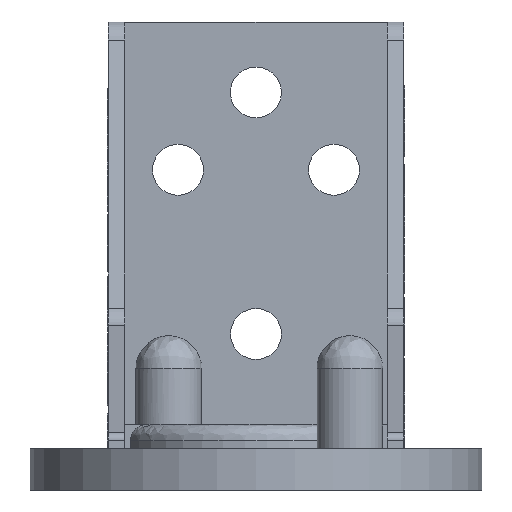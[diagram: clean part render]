
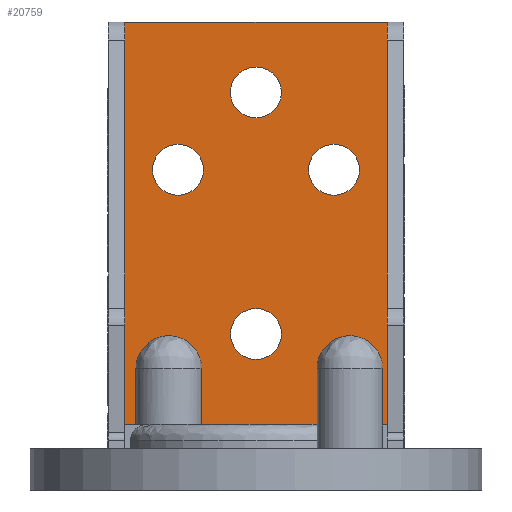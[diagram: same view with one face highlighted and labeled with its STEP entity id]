
A CAD part, front view. The second image highlights one B-rep face of the part: STEP entity #20759.
In plain terms, the highlighted planar face has unit normal (0, -1, 0).
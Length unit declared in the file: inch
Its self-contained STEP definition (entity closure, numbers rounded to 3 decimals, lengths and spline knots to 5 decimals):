
#313 = CIRCLE ( 'NONE', #29015, 0.12205 ) ;
#426 = DIRECTION ( 'NONE',  ( 0., 1., 0. ) ) ;
#449 = FACE_BOUND ( 'NONE', #21431, .T. ) ;
#664 = EDGE_CURVE ( 'NONE', #23791, #28498, #29386, .T. ) ;
#687 = VERTEX_POINT ( 'NONE', #4666 ) ;
#766 = EDGE_LOOP ( 'NONE', ( #19567, #22382 ) ) ;
#804 = AXIS2_PLACEMENT_3D ( 'NONE', #15409, #426, #17886 ) ;
#1019 = CARTESIAN_POINT ( 'NONE',  ( -0.62992, 1.77165, 0.75275 ) ) ;
#1405 = DIRECTION ( 'NONE',  ( 0., 1., 0. ) ) ;
#1499 = DIRECTION ( 'NONE',  ( 0., 0., 1. ) ) ;
#1621 = EDGE_CURVE ( 'NONE', #24647, #29663, #14432, .T. ) ;
#1826 = CIRCLE ( 'NONE', #804, 0.12205 ) ;
#2136 = CARTESIAN_POINT ( 'NONE',  ( 0., 1.77165, 0.87008 ) ) ;
#3433 = VERTEX_POINT ( 'NONE', #29594 ) ;
#3544 = AXIS2_PLACEMENT_3D ( 'NONE', #16385, #1405, #18865 ) ;
#4317 = DIRECTION ( 'NONE',  ( 0., 1., 0. ) ) ;
#4367 = DIRECTION ( 'NONE',  ( -1., 0., 0. ) ) ;
#4560 = CARTESIAN_POINT ( 'NONE',  ( -0.00046, 1.77165, 1.90612 ) ) ;
#4572 = EDGE_CURVE ( 'NONE', #3433, #687, #23439, .T. ) ;
#4612 = DIRECTION ( 'NONE',  ( 0., 0., -1. ) ) ;
#4639 = DIRECTION ( 'NONE',  ( 0., 1., 0. ) ) ;
#4666 = CARTESIAN_POINT ( 'NONE',  ( -0.62992, 1.77165, 2.24409 ) ) ;
#5214 = CARTESIAN_POINT ( 'NONE',  ( -0.37402, 1.77165, 1.65748 ) ) ;
#5503 = AXIS2_PLACEMENT_3D ( 'NONE', #14047, #31233, #16495 ) ;
#5546 = CARTESIAN_POINT ( 'NONE',  ( 0.37402, 1.77165, 1.53543 ) ) ;
#6404 = CARTESIAN_POINT ( 'NONE',  ( 0., 1.77165, 2.24409 ) ) ;
#6595 = CARTESIAN_POINT ( 'NONE',  ( -0.37402, 1.77165, 1.41339 ) ) ;
#6816 = DIRECTION ( 'NONE',  ( 0., 1., 0. ) ) ;
#6871 = EDGE_CURVE ( 'NONE', #687, #29663, #29408, .T. ) ;
#7782 = VECTOR ( 'NONE', #1499, 39.37008 ) ;
#8068 = DIRECTION ( 'NONE',  ( 0., 0., -1. ) ) ;
#8534 = CIRCLE ( 'NONE', #3544, 0.12205 ) ;
#8557 = AXIS2_PLACEMENT_3D ( 'NONE', #11411, #28656, #13941 ) ;
#9587 = EDGE_CURVE ( 'NONE', #20739, #26857, #21465, .T. ) ;
#11411 = CARTESIAN_POINT ( 'NONE',  ( 0.37402, 1.77165, 1.53543 ) ) ;
#12322 = CARTESIAN_POINT ( 'NONE',  ( 0.70866, 1.77165, 0. ) ) ;
#12357 = AXIS2_PLACEMENT_3D ( 'NONE', #12322, #29545, #14838 ) ;
#12665 = EDGE_CURVE ( 'NONE', #30739, #17084, #313, .T. ) ;
#13026 = FACE_BOUND ( 'NONE', #22188, .T. ) ;
#13460 = CIRCLE ( 'NONE', #5503, 0.12205 ) ;
#13941 = DIRECTION ( 'NONE',  ( 0., 0., -1. ) ) ;
#14047 = CARTESIAN_POINT ( 'NONE',  ( -0.00046, 1.77165, 1.90612 ) ) ;
#14215 = EDGE_CURVE ( 'NONE', #28498, #23791, #13460, .T. ) ;
#14432 = LINE ( 'NONE', #23802, #7782 ) ;
#14666 = CARTESIAN_POINT ( 'NONE',  ( 0.62992, 1.77165, 0.07874 ) ) ;
#14838 = DIRECTION ( 'NONE',  ( 0., 0., -1. ) ) ;
#14999 = ORIENTED_EDGE ( 'NONE', *, *, #14215, .T. ) ;
#15227 = ORIENTED_EDGE ( 'NONE', *, *, #1621, .T. ) ;
#15409 = CARTESIAN_POINT ( 'NONE',  ( -0.37402, 1.77165, 1.53543 ) ) ;
#16385 = CARTESIAN_POINT ( 'NONE',  ( 0., 1.77165, 0.74803 ) ) ;
#16495 = DIRECTION ( 'NONE',  ( 0., 0., -1. ) ) ;
#16866 = VECTOR ( 'NONE', #18484, 39.37008 ) ;
#17084 = VERTEX_POINT ( 'NONE', #21593 ) ;
#17167 = ORIENTED_EDGE ( 'NONE', *, *, #21545, .T. ) ;
#17173 = PLANE ( 'NONE',  #12357 ) ;
#17740 = AXIS2_PLACEMENT_3D ( 'NONE', #19224, #4317, #21709 ) ;
#17886 = DIRECTION ( 'NONE',  ( 0., 0., -1. ) ) ;
#18484 = DIRECTION ( 'NONE',  ( 0., 0., 1. ) ) ;
#18534 = EDGE_CURVE ( 'NONE', #24647, #3433, #31324, .T. ) ;
#18810 = FACE_BOUND ( 'NONE', #766, .T. ) ;
#18865 = DIRECTION ( 'NONE',  ( 0., 0., -1. ) ) ;
#19224 = CARTESIAN_POINT ( 'NONE',  ( 0., 1.77165, 0.74803 ) ) ;
#19567 = ORIENTED_EDGE ( 'NONE', *, *, #25436, .T. ) ;
#19570 = FACE_OUTER_BOUND ( 'NONE', #26369, .T. ) ;
#20739 = VERTEX_POINT ( 'NONE', #2136 ) ;
#20759 = ADVANCED_FACE ( 'NONE', ( #25332, #13026, #449, #18810, #19570 ), #17173, .T. ) ;
#21267 = ORIENTED_EDGE ( 'NONE', *, *, #24509, .T. ) ;
#21431 = EDGE_LOOP ( 'NONE', ( #17167, #21267 ) ) ;
#21465 = CIRCLE ( 'NONE', #17740, 0.12205 ) ;
#21545 = EDGE_CURVE ( 'NONE', #21827, #26194, #1826, .T. ) ;
#21593 = CARTESIAN_POINT ( 'NONE',  ( 0.37402, 1.77165, 1.65748 ) ) ;
#21676 = CARTESIAN_POINT ( 'NONE',  ( -0.37402, 1.77165, 1.53543 ) ) ;
#21709 = DIRECTION ( 'NONE',  ( 0., 0., -1. ) ) ;
#21756 = CARTESIAN_POINT ( 'NONE',  ( 0., 1.77165, 0.07874 ) ) ;
#21827 = VERTEX_POINT ( 'NONE', #6595 ) ;
#22188 = EDGE_LOOP ( 'NONE', ( #23128, #30765 ) ) ;
#22382 = ORIENTED_EDGE ( 'NONE', *, *, #9587, .T. ) ;
#22664 = AXIS2_PLACEMENT_3D ( 'NONE', #4560, #4639, #4612 ) ;
#22869 = DIRECTION ( 'NONE',  ( 0., 1., 0. ) ) ;
#22889 = ORIENTED_EDGE ( 'NONE', *, *, #6871, .F. ) ;
#23128 = ORIENTED_EDGE ( 'NONE', *, *, #12665, .T. ) ;
#23439 = LINE ( 'NONE', #1019, #16866 ) ;
#23791 = VERTEX_POINT ( 'NONE', #27928 ) ;
#23802 = CARTESIAN_POINT ( 'NONE',  ( 0.62992, 1.77165, 0. ) ) ;
#23833 = ORIENTED_EDGE ( 'NONE', *, *, #4572, .F. ) ;
#24025 = VECTOR ( 'NONE', #4367, 39.37008 ) ;
#24134 = DIRECTION ( 'NONE',  ( 0., 0., -1. ) ) ;
#24509 = EDGE_CURVE ( 'NONE', #26194, #21827, #25265, .T. ) ;
#24647 = VERTEX_POINT ( 'NONE', #14666 ) ;
#25022 = CARTESIAN_POINT ( 'NONE',  ( 0., 1.77165, 0.62598 ) ) ;
#25265 = CIRCLE ( 'NONE', #27775, 0.12205 ) ;
#25332 = FACE_BOUND ( 'NONE', #30637, .T. ) ;
#25436 = EDGE_CURVE ( 'NONE', #26857, #20739, #8534, .T. ) ;
#26149 = ORIENTED_EDGE ( 'NONE', *, *, #664, .T. ) ;
#26194 = VERTEX_POINT ( 'NONE', #5214 ) ;
#26203 = DIRECTION ( 'NONE',  ( 1., 0., 0. ) ) ;
#26369 = EDGE_LOOP ( 'NONE', ( #23833, #27154, #15227, #22889 ) ) ;
#26709 = CARTESIAN_POINT ( 'NONE',  ( 0.62992, 1.77165, 2.24409 ) ) ;
#26857 = VERTEX_POINT ( 'NONE', #25022 ) ;
#27154 = ORIENTED_EDGE ( 'NONE', *, *, #18534, .F. ) ;
#27775 = AXIS2_PLACEMENT_3D ( 'NONE', #21676, #6816, #24134 ) ;
#27825 = CIRCLE ( 'NONE', #8557, 0.12205 ) ;
#27928 = CARTESIAN_POINT ( 'NONE',  ( -0.00046, 1.77165, 1.78407 ) ) ;
#28498 = VERTEX_POINT ( 'NONE', #32030 ) ;
#28656 = DIRECTION ( 'NONE',  ( 0., 1., 0. ) ) ;
#29015 = AXIS2_PLACEMENT_3D ( 'NONE', #5546, #22869, #8068 ) ;
#29386 = CIRCLE ( 'NONE', #22664, 0.12205 ) ;
#29408 = LINE ( 'NONE', #6404, #32077 ) ;
#29443 = EDGE_CURVE ( 'NONE', #17084, #30739, #27825, .T. ) ;
#29531 = CARTESIAN_POINT ( 'NONE',  ( 0.37402, 1.77165, 1.41339 ) ) ;
#29545 = DIRECTION ( 'NONE',  ( 0., -1., 0. ) ) ;
#29594 = CARTESIAN_POINT ( 'NONE',  ( -0.62992, 1.77165, 0.07874 ) ) ;
#29663 = VERTEX_POINT ( 'NONE', #26709 ) ;
#30637 = EDGE_LOOP ( 'NONE', ( #26149, #14999 ) ) ;
#30739 = VERTEX_POINT ( 'NONE', #29531 ) ;
#30765 = ORIENTED_EDGE ( 'NONE', *, *, #29443, .T. ) ;
#31233 = DIRECTION ( 'NONE',  ( 0., 1., 0. ) ) ;
#31324 = LINE ( 'NONE', #21756, #24025 ) ;
#32030 = CARTESIAN_POINT ( 'NONE',  ( -0.00046, 1.77165, 2.02817 ) ) ;
#32077 = VECTOR ( 'NONE', #26203, 39.37008 ) ;
